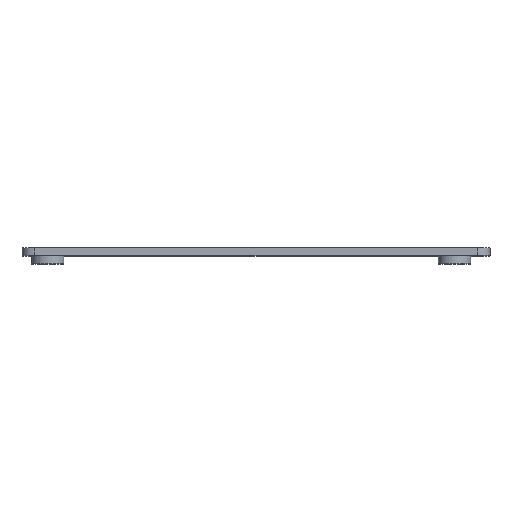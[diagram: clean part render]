
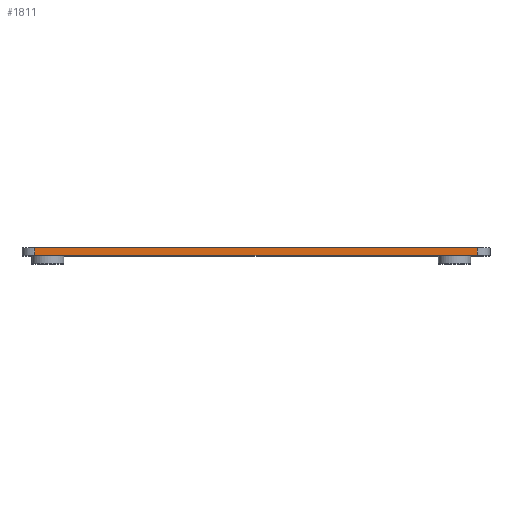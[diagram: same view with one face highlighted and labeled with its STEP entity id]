
A CAD part, top view. The second image highlights one B-rep face of the part: STEP entity #1811.
In plain terms, the highlighted planar face has unit normal (0, 0, 1).
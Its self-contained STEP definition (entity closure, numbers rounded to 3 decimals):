
#153=FACE_OUTER_BOUND('',#263,.T.);
#263=EDGE_LOOP('',(#1619,#1620,#1621,#1622));
#465=LINE('',#2836,#693);
#473=LINE('',#2852,#701);
#491=LINE('',#2901,#719);
#492=LINE('',#2902,#720);
#693=VECTOR('',#2315,10.);
#701=VECTOR('',#2327,10.);
#719=VECTOR('',#2383,10.);
#720=VECTOR('',#2384,10.);
#869=VERTEX_POINT('',#2821);
#876=VERTEX_POINT('',#2834);
#881=VERTEX_POINT('',#2849);
#882=VERTEX_POINT('',#2851);
#1105=EDGE_CURVE('',#876,#869,#465,.T.);
#1114=EDGE_CURVE('',#881,#882,#473,.T.);
#1139=EDGE_CURVE('',#881,#869,#491,.T.);
#1140=EDGE_CURVE('',#882,#876,#492,.T.);
#1619=ORIENTED_EDGE('',*,*,#1114,.F.);
#1620=ORIENTED_EDGE('',*,*,#1139,.T.);
#1621=ORIENTED_EDGE('',*,*,#1105,.F.);
#1622=ORIENTED_EDGE('',*,*,#1140,.F.);
#1725=PLANE('',#1939);
#1811=ADVANCED_FACE('',(#153),#1725,.T.);
#1939=AXIS2_PLACEMENT_3D('',#2900,#2381,#2382);
#2315=DIRECTION('',(-1.,0.,0.));
#2327=DIRECTION('',(1.,0.,0.));
#2381=DIRECTION('center_axis',(0.,0.,1.));
#2382=DIRECTION('ref_axis',(-1.,0.,0.));
#2383=DIRECTION('',(0.,-1.,0.));
#2384=DIRECTION('',(0.,-1.,0.));
#2821=CARTESIAN_POINT('',(-34.25,-1.2,29.75));
#2834=CARTESIAN_POINT('',(34.25,-1.2,29.75));
#2836=CARTESIAN_POINT('',(-34.25,-1.2,29.75));
#2849=CARTESIAN_POINT('',(-34.25,0.,29.75));
#2851=CARTESIAN_POINT('',(34.25,0.,29.75));
#2852=CARTESIAN_POINT('',(-34.25,0.,29.75));
#2900=CARTESIAN_POINT('Origin',(34.25,0.,29.75));
#2901=CARTESIAN_POINT('',(-34.25,0.,29.75));
#2902=CARTESIAN_POINT('',(34.25,0.,29.75));
